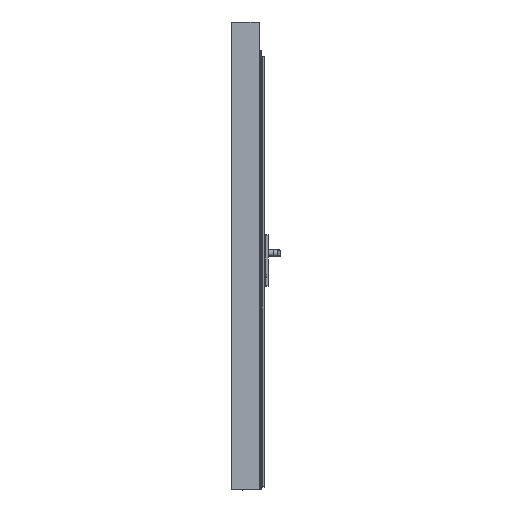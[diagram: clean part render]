
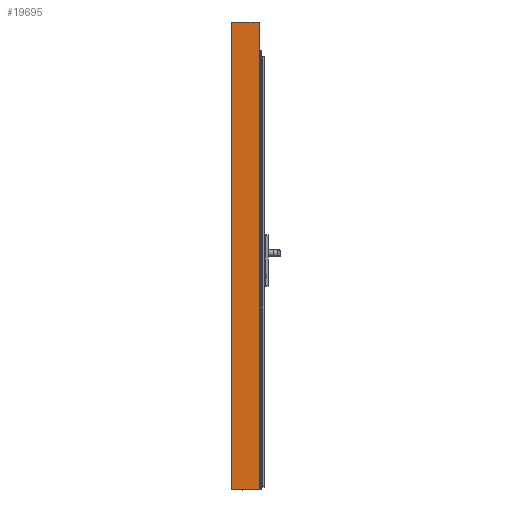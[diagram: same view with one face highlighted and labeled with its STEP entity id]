
A CAD part, left-side view. The second image highlights one B-rep face of the part: STEP entity #19695.
In plain terms, the highlighted planar face has unit normal (-1, 0, 0).
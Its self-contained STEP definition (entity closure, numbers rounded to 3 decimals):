
#19695=ADVANCED_FACE('',(#32900),#28610,.T.);
#28610=PLANE('',#151851);
#32900=FACE_OUTER_BOUND('',#40220,.T.);
#40220=EDGE_LOOP('',(#51251,#51252,#51253,#51254));
#51251=ORIENTED_EDGE('',*,*,#106230,.T.);
#51252=ORIENTED_EDGE('',*,*,#106229,.T.);
#51253=ORIENTED_EDGE('',*,*,#106231,.F.);
#51254=ORIENTED_EDGE('',*,*,#106209,.T.);
#92393=VERTEX_POINT('',#205708);
#92395=VERTEX_POINT('',#205711);
#92407=VERTEX_POINT('',#205747);
#92408=VERTEX_POINT('',#205749);
#106209=EDGE_CURVE('',#92395,#92393,#126794,.T.);
#106229=EDGE_CURVE('',#92407,#92408,#126814,.T.);
#106230=EDGE_CURVE('',#92393,#92407,#126815,.T.);
#106231=EDGE_CURVE('',#92395,#92408,#126816,.T.);
#126794=LINE('',#205710,#139204);
#126814=LINE('',#205750,#139224);
#126815=LINE('',#205752,#139225);
#126816=LINE('',#205753,#139226);
#139204=VECTOR('',#165587,1.);
#139224=VECTOR('',#165619,1.);
#139225=VECTOR('',#165622,1.);
#139226=VECTOR('',#165623,1.);
#151851=AXIS2_PLACEMENT_3D('',#205754,#165624,#165625);
#165587=DIRECTION('',(0.,-1.,0.));
#165619=DIRECTION('',(0.,1.,0.));
#165622=DIRECTION('',(0.,0.,1.));
#165623=DIRECTION('',(0.,0.,1.));
#165624=DIRECTION('',(-1.,0.,0.));
#165625=DIRECTION('',(0.,0.,1.));
#205708=CARTESIAN_POINT('',(-487.5,-15.,-10.75));
#205710=CARTESIAN_POINT('',(-487.5,115.,-10.75));
#205711=CARTESIAN_POINT('',(-487.5,115.,-10.75));
#205747=CARTESIAN_POINT('',(-487.5,-15.,2194.25));
#205749=CARTESIAN_POINT('',(-487.5,115.,2194.25));
#205750=CARTESIAN_POINT('',(-487.5,115.,2194.25));
#205752=CARTESIAN_POINT('',(-487.5,-15.,2194.25));
#205753=CARTESIAN_POINT('',(-487.5,115.,2194.25));
#205754=CARTESIAN_POINT('',(-487.5,115.,2194.25));
